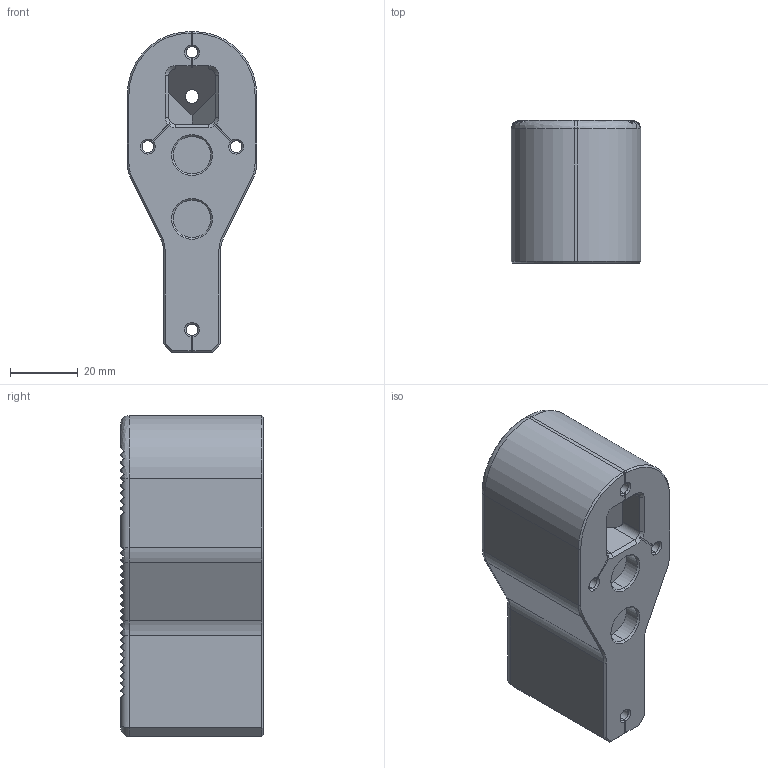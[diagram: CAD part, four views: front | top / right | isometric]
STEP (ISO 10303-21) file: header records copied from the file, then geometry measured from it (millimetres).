
FILE_DESCRIPTION (( 'STEP AP214' ), '1' );
FILE_NAME ('Buttplate_Standard_Tensioner.STEP', '2023-04-23T11:44:49', ( '' ), ( '' ), 'SwSTEP 2.0', 'SolidWorks 2019', '' );
FILE_SCHEMA (( 'AUTOMOTIVE_DESIGN' ));
Length unit declared in the file: millimetre
Products named in the file (1): Buttplate_Standard_Tensioner
Bounding box: 38.1 x 42 x 94.48 mm (x, y, z)
Volume: 97838.7 mm3; surface area: 19041.9 mm2
Topology: 1 solids, 1 shells, 243 faces, 657 edges, 411 vertices
Faces by surface type: plane 145, cylinder 42, cone 31, bspline 25
Entity records: 12957 total; most frequent: CARTESIAN_POINT 4763, ORIENTED_EDGE 1314, DIRECTION 976, EDGE_CURVE 657, VERTEX_POINT 411, AXIS2_PLACEMENT_3D 335, VECTOR 306, LINE 306
